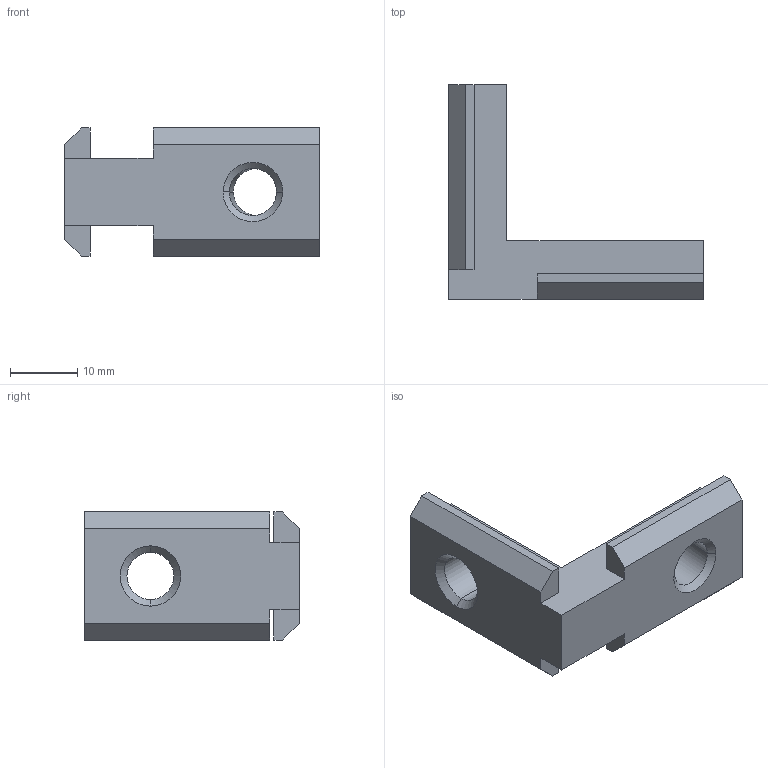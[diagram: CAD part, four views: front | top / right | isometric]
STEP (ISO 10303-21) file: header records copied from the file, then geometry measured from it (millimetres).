
FILE_DESCRIPTION (( 'STEP AP214' ), '1' );
FILE_NAME ('SNSD.30.50.33 Âíóòðåííèé óãëîâîé ñîåäèíèòåëü 10-À(E35).STEP', '2014-11-19T11:55:16', ( 'XTreme.ws' ), ( 'XTreme.ws' ), 'SwSTEP 2.0', 'SolidWorks 2014', '' );
FILE_SCHEMA (( 'AUTOMOTIVE_DESIGN' ));
Length unit declared in the file: millimetre
Products named in the file (1): SNSD.30.50.33  Âíóòðåííèé óãëîâîé ñîåäèíèòåëü 10-À(E35)
Bounding box: 38 x 32 x 19.1 mm (x, y, z)
Volume: 6104 mm3; surface area: 3565.3 mm2
Topology: 1 solids, 1 shells, 36 faces, 94 edges, 60 vertices
Faces by surface type: plane 24, bspline 4, cylinder 4, cone 4
Entity records: 2122 total; most frequent: CARTESIAN_POINT 1203, ORIENTED_EDGE 188, DIRECTION 156, EDGE_CURVE 94, LINE 74, VECTOR 74, VERTEX_POINT 60, AXIS2_PLACEMENT_3D 41
